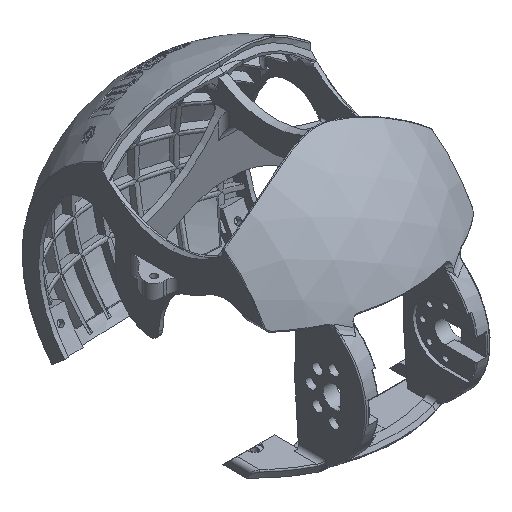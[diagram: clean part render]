
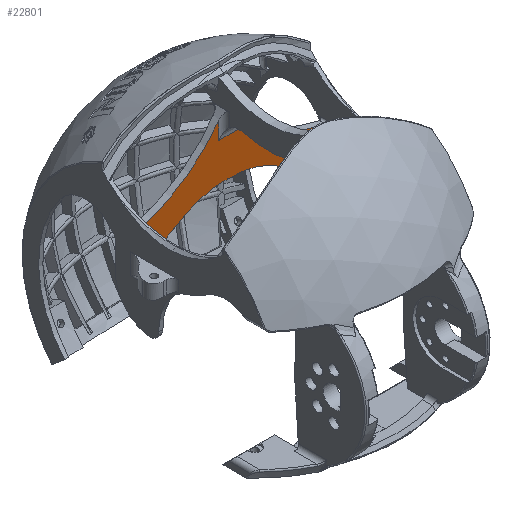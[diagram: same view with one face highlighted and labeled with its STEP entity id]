
A CAD part, isometric view. The second image highlights one B-rep face of the part: STEP entity #22801.
In plain terms, the highlighted planar face has unit normal (0, -1, 0).
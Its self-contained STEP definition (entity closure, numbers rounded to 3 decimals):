
#2186=CIRCLE('',#25597,69.311);
#2187=CIRCLE('',#25599,43.107);
#2190=CIRCLE('',#25605,43.107);
#2231=CIRCLE('',#25694,0.9);
#2289=CIRCLE('',#25889,69.311);
#2334=CIRCLE('',#25989,0.9);
#2341=CIRCLE('',#26008,63.393);
#2352=CIRCLE('',#26029,63.393);
#2989=PLANE('',#26028);
#4324=FACE_OUTER_BOUND('',#5737,.T.);
#5737=EDGE_LOOP('',(#20978,#20979,#20980,#20981,#20982,#20983,#20984,#20985,
#20986,#20987,#20988,#20989,#20990));
#6570=LINE('',#49025,#7626);
#6574=LINE('',#49056,#7630);
#6576=LINE('',#49069,#7632);
#6787=LINE('',#51948,#7843);
#6796=LINE('',#51990,#7852);
#7626=VECTOR('',#32398,10.);
#7630=VECTOR('',#32416,10.);
#7632=VECTOR('',#32422,10.);
#7843=VECTOR('',#33437,10.);
#7852=VECTOR('',#33486,10.);
#10316=VERTEX_POINT('',#49003);
#10317=VERTEX_POINT('',#49016);
#10319=VERTEX_POINT('',#49028);
#10320=VERTEX_POINT('',#49033);
#10321=VERTEX_POINT('',#49034);
#10324=VERTEX_POINT('',#49042);
#10325=VERTEX_POINT('',#49055);
#10327=VERTEX_POINT('',#49071);
#10383=VERTEX_POINT('',#49431);
#10439=VERTEX_POINT('',#51586);
#10494=VERTEX_POINT('',#51908);
#10504=VERTEX_POINT('',#51946);
#10513=VERTEX_POINT('',#51989);
#13545=EDGE_CURVE('',#10316,#10317,#6570,.T.);
#13548=EDGE_CURVE('',#10316,#10319,#2186,.T.);
#13549=EDGE_CURVE('',#10320,#10321,#2187,.T.);
#13554=EDGE_CURVE('',#10324,#10325,#6574,.T.);
#13558=EDGE_CURVE('',#10325,#10317,#6576,.T.);
#13559=EDGE_CURVE('',#10327,#10321,#2190,.T.);
#13659=EDGE_CURVE('',#10319,#10383,#2231,.T.);
#13868=EDGE_CURVE('',#10324,#10439,#2289,.T.);
#13973=EDGE_CURVE('',#10439,#10494,#2334,.T.);
#13991=EDGE_CURVE('',#10494,#10504,#6787,.T.);
#13993=EDGE_CURVE('',#10504,#10327,#2341,.T.);
#14011=EDGE_CURVE('',#10383,#10513,#6796,.T.);
#14014=EDGE_CURVE('',#10513,#10320,#2352,.T.);
#20978=ORIENTED_EDGE('',*,*,#14014,.F.);
#20979=ORIENTED_EDGE('',*,*,#14011,.F.);
#20980=ORIENTED_EDGE('',*,*,#13659,.F.);
#20981=ORIENTED_EDGE('',*,*,#13548,.F.);
#20982=ORIENTED_EDGE('',*,*,#13545,.T.);
#20983=ORIENTED_EDGE('',*,*,#13558,.F.);
#20984=ORIENTED_EDGE('',*,*,#13554,.F.);
#20985=ORIENTED_EDGE('',*,*,#13868,.T.);
#20986=ORIENTED_EDGE('',*,*,#13973,.T.);
#20987=ORIENTED_EDGE('',*,*,#13991,.T.);
#20988=ORIENTED_EDGE('',*,*,#13993,.T.);
#20989=ORIENTED_EDGE('',*,*,#13559,.T.);
#20990=ORIENTED_EDGE('',*,*,#13549,.F.);
#22801=ADVANCED_FACE('',(#4324),#2989,.T.);
#25597=AXIS2_PLACEMENT_3D('',#49031,#32404,#32405);
#25599=AXIS2_PLACEMENT_3D('',#49035,#32408,#32409);
#25605=AXIS2_PLACEMENT_3D('',#49072,#32425,#32426);
#25694=AXIS2_PLACEMENT_3D('',#49432,#32641,#32642);
#25889=AXIS2_PLACEMENT_3D('',#51588,#33153,#33154);
#25989=AXIS2_PLACEMENT_3D('',#51910,#33396,#33397);
#26008=AXIS2_PLACEMENT_3D('',#51955,#33442,#33443);
#26028=AXIS2_PLACEMENT_3D('',#51994,#33491,#33492);
#26029=AXIS2_PLACEMENT_3D('',#51995,#33493,#33494);
#32398=DIRECTION('',(0.,0.,-1.));
#32404=DIRECTION('center_axis',(0.,-1.,0.));
#32405=DIRECTION('ref_axis',(-0.18,0.,-0.984));
#32408=DIRECTION('center_axis',(0.,-1.,0.));
#32409=DIRECTION('ref_axis',(-0.024,0.,
1.));
#32416=DIRECTION('',(0.,0.,-1.));
#32422=DIRECTION('',(1.,0.,0.));
#32425=DIRECTION('center_axis',(0.,1.,0.));
#32426=DIRECTION('ref_axis',(0.024,0.,1.));
#32641=DIRECTION('center_axis',(0.,-1.,0.));
#32642=DIRECTION('ref_axis',(0.634,0.,-0.773));
#33153=DIRECTION('center_axis',(0.,1.,0.));
#33154=DIRECTION('ref_axis',(0.18,0.,-0.984));
#33396=DIRECTION('center_axis',(0.,1.,0.));
#33397=DIRECTION('ref_axis',(-0.634,0.,-0.773));
#33437=DIRECTION('',(0.,0.,-1.));
#33442=DIRECTION('center_axis',(0.,-1.,0.));
#33443=DIRECTION('ref_axis',(0.164,0.,-0.986));
#33486=DIRECTION('',(0.,0.,-1.));
#33491=DIRECTION('center_axis',(0.,-1.,0.));
#33492=DIRECTION('ref_axis',(1.,0.,0.));
#33493=DIRECTION('center_axis',(0.,1.,0.));
#33494=DIRECTION('ref_axis',(-0.164,0.,-0.986));
#49003=CARTESIAN_POINT('',(4.5,12.3,56.559));
#49016=CARTESIAN_POINT('',(4.5,12.3,48.296));
#49025=CARTESIAN_POINT('',(4.5,12.3,42.332));
#49028=CARTESIAN_POINT('',(46.924,12.3,29.44));
#49031=CARTESIAN_POINT('Origin',(60.493,12.3,97.41));
#49033=CARTESIAN_POINT('',(25.881,12.3,22.36));
#49034=CARTESIAN_POINT('',(0.,12.3,30.225));
#49035=CARTESIAN_POINT('Origin',(1.038,12.3,-12.869));
#49042=CARTESIAN_POINT('',(-4.5,12.3,56.559));
#49055=CARTESIAN_POINT('',(-4.5,12.3,48.296));
#49056=CARTESIAN_POINT('',(-4.5,12.3,42.332));
#49069=CARTESIAN_POINT('',(2.,12.3,48.296));
#49071=CARTESIAN_POINT('',(-25.881,12.3,22.36));
#49072=CARTESIAN_POINT('Origin',(-1.038,12.3,-12.869));
#49431=CARTESIAN_POINT('',(47.1,12.3,29.422));
#49432=CARTESIAN_POINT('Origin',(47.1,12.3,30.322));
#51586=CARTESIAN_POINT('',(-46.924,12.3,29.44));
#51588=CARTESIAN_POINT('Origin',(-60.493,12.3,97.41));
#51908=CARTESIAN_POINT('',(-47.1,12.3,29.422));
#51910=CARTESIAN_POINT('Origin',(-47.1,12.3,30.322));
#51946=CARTESIAN_POINT('',(-47.1,12.3,14.39));
#51948=CARTESIAN_POINT('',(-47.1,12.3,16.206));
#51955=CARTESIAN_POINT('Origin',(-58.419,12.3,76.764));
#51989=CARTESIAN_POINT('',(47.1,12.3,14.39));
#51990=CARTESIAN_POINT('',(47.1,12.3,16.206));
#51994=CARTESIAN_POINT('Origin',(-25.,12.3,32.412));
#51995=CARTESIAN_POINT('Origin',(58.419,12.3,76.764));
